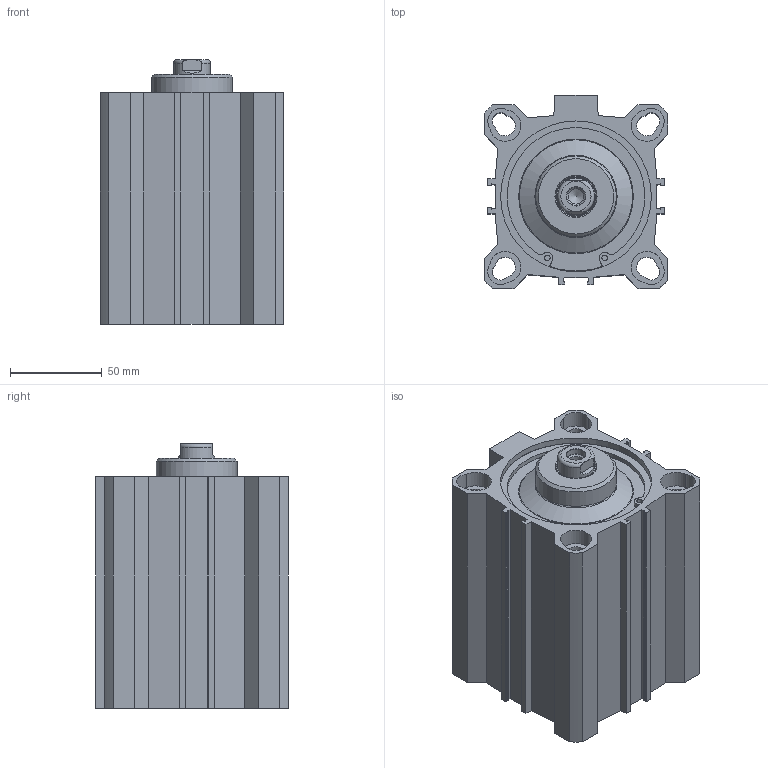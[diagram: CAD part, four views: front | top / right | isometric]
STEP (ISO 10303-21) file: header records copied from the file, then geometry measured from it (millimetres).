
FILE_DESCRIPTION((''),'2;1');
FILE_NAME('FDM080.080.GS.F.stp','2014-06-09T12:28:51',('carlo.corazza'),(''),'Autodesk Inventor 2012','Autodesk Inventor 2012','');
FILE_SCHEMA(('AUTOMOTIVE_DESIGN { 1 0 10303 214 1 1 1 1 }'));
Length unit declared in the file: millimetre
Products named in the file (5): FDM080..GS.F; CORPO-080; STELO-080; TA; TP
Assembly tree (4 placements, depth 2):
  FDM080..GS.F
    CORPO-080
    STELO-080
    TA
    TP
Bounding box: 100 x 105 x 144 mm (x, y, z)
Volume: 479815.8 mm3; surface area: 162151.3 mm2
Topology: 4 solids, 4 shells, 241 faces, 591 edges, 380 vertices
Faces by surface type: plane 106, cylinder 93, cone 31, torus 11
Full cylindrical faces by diameter (mm): 3 x4, 4.3 x2, 8.376 x2, 10.25 x1, 11.445 x2, 20 x1, 20.6 x1, 21.9 x1, 23 x1, 24.8 x1, 25 x1, 44 x1, 62 x1, 80 x1, 80.2 x1, 81.7 x4, 82.1 x2, 85.6 x2
Entity records: 7173 total; most frequent: CARTESIAN_POINT 1254, DIRECTION 1224, ORIENTED_EDGE 1014, EDGE_CURVE 507, AXIS2_PLACEMENT_3D 477, VERTEX_POINT 365, EDGE_LOOP 348, VECTOR 270
